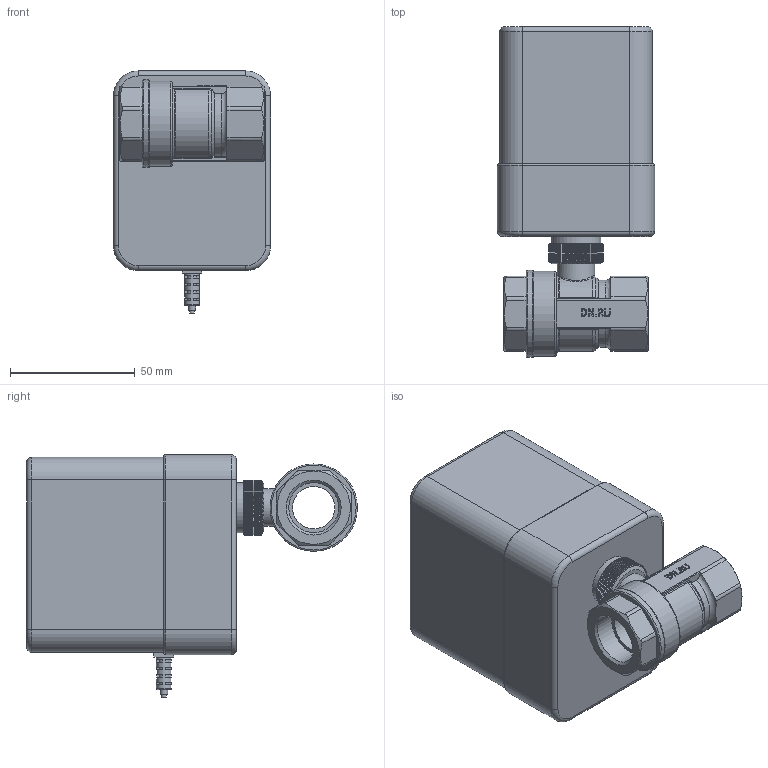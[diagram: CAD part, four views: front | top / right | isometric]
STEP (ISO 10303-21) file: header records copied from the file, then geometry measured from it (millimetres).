
FILE_DESCRIPTION(/* description */ (''),/* implementation_level */ '2;1');
FILE_NAME(/* name */ 'DN20_3D_STEP.stp',/* time_stamp */ '2024-04-14T14:02:34+03:00',/* author */ ('igorr'),/* organization */ (''),/* preprocessor_version */ 'ST-DEVELOPER v19.2',/* originating_system */ 'Autodesk Inventor 2023',/* authorisation */ '');
FILE_SCHEMA (('AUTOMOTIVE_DESIGN { 1 0 10303 214 3 1 1 }'));
Length unit declared in the file: millimetre
Products named in the file (3): Сборка; Деталь1; Деталь2
Assembly tree (2 placements, depth 2):
  Сборка
    Деталь1
    Деталь2
Bounding box: 63 x 132.5 x 97 mm (x, y, z)
Volume: 434853.2 mm3; surface area: 44261.6 mm2
Topology: 2 solids, 2 shells, 701 faces, 1948 edges, 1284 vertices
Faces by surface type: plane 426, cone 139, cylinder 78, bspline 34, torus 24
Full cylindrical faces by diameter (mm): 2 x1, 3 x1, 6 x1, 10 x1, 15 x1, 17 x1, 20 x3, 34 x1, 35 x1
Entity records: 23533 total; most frequent: CARTESIAN_POINT 6368, ORIENTED_EDGE 3896, DIRECTION 2961, EDGE_CURVE 1948, VERTEX_POINT 1284, AXIS2_PLACEMENT_3D 1008, LINE 945, VECTOR 945
